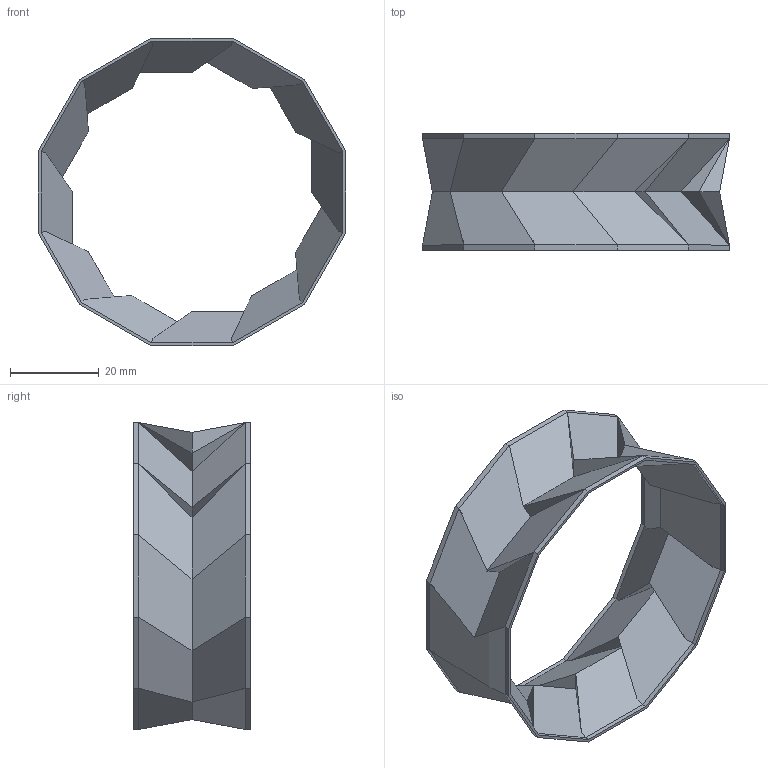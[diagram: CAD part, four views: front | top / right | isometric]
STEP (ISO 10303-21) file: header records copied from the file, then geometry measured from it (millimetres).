
FILE_DESCRIPTION(/* description */ (''),/* implementation_level */ '2;1');
FILE_NAME(/* name */ 'OV-PAM_n_12_1F.stp',/* time_stamp */ '2023-08-31T14:34:46+09:00',/* author */ ('jsw'),/* organization */ (''),/* preprocessor_version */ 'ST-DEVELOPER v19.2',/* originating_system */ 'Autodesk Inventor 2024',/* authorisation */ '');
FILE_SCHEMA (('AUTOMOTIVE_DESIGN { 1 0 10303 214 3 1 1 }'));
Length unit declared in the file: millimetre
Products named in the file (1): OV-PAM_n_12_standard_1F
Bounding box: 69.35 x 26.4 x 69.35 mm (x, y, z)
Volume: 4201.8 mm3; surface area: 14276.2 mm2
Topology: 1 solids, 1 shells, 146 faces, 312 edges, 168 vertices
Faces by surface type: plane 146
Entity records: 3743 total; most frequent: CARTESIAN_POINT 627, ORIENTED_EDGE 624, DIRECTION 606, LINE 312, VECTOR 312, EDGE_CURVE 312, VERTEX_POINT 168, EDGE_LOOP 148
